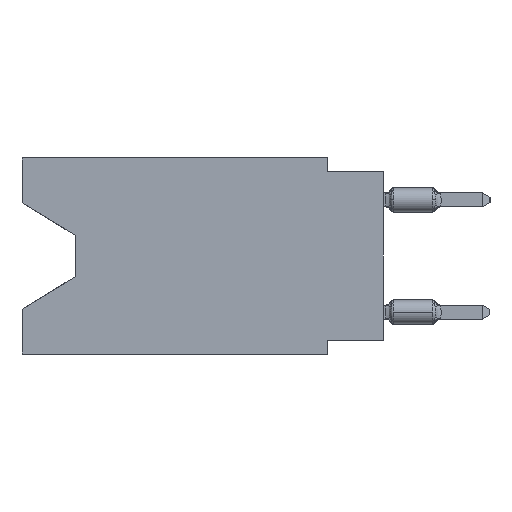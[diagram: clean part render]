
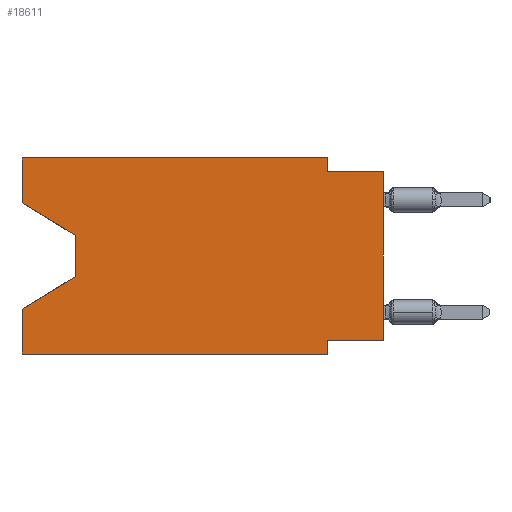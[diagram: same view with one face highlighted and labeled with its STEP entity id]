
A CAD part, left-side view. The second image highlights one B-rep face of the part: STEP entity #18611.
In plain terms, the highlighted planar face has unit normal (-1, 0, 0).
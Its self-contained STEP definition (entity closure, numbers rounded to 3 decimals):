
#468 = EDGE_CURVE ( 'NONE', #11299, #14226, #11351, .T. ) ;
#500 = DIRECTION ( 'NONE',  ( 0., -1., 0. ) ) ;
#585 = VERTEX_POINT ( 'NONE', #35945 ) ;
#884 = AXIS2_PLACEMENT_3D ( 'NONE', #3555, #36136, #9381 ) ;
#1216 = EDGE_CURVE ( 'NONE', #38459, #8503, #29604, .T. ) ;
#1848 = VERTEX_POINT ( 'NONE', #16796 ) ;
#2940 = VERTEX_POINT ( 'NONE', #37336 ) ;
#3555 = CARTESIAN_POINT ( 'NONE',  ( 0., 16.383, 0. ) ) ;
#4226 = CARTESIAN_POINT ( 'NONE',  ( 0., 2.54, -8.89 ) ) ;
#4315 = EDGE_CURVE ( 'NONE', #38459, #35185, #8448, .T. ) ;
#4328 = EDGE_LOOP ( 'NONE', ( #6667, #35029, #25991, #17970, #28427, #34032, #37969, #11468, #35405, #9789, #12515, #19145 ) ) ;
#4588 = VECTOR ( 'NONE', #17316, 1000. ) ;
#5350 = EDGE_CURVE ( 'NONE', #585, #35993, #30940, .T. ) ;
#6212 = DIRECTION ( 'NONE',  ( 0., 0., 1. ) ) ;
#6280 = FACE_OUTER_BOUND ( 'NONE', #4328, .T. ) ;
#6500 = LINE ( 'NONE', #36359, #12305 ) ;
#6667 = ORIENTED_EDGE ( 'NONE', *, *, #1216, .T. ) ;
#7926 = VECTOR ( 'NONE', #8536, 1000. ) ;
#8040 = LINE ( 'NONE', #13142, #8331 ) ;
#8296 = CARTESIAN_POINT ( 'NONE',  ( 0., 16.383, 0. ) ) ;
#8331 = VECTOR ( 'NONE', #31098, 1000. ) ;
#8448 = LINE ( 'NONE', #14497, #21883 ) ;
#8503 = VERTEX_POINT ( 'NONE', #32350 ) ;
#8513 = CARTESIAN_POINT ( 'NONE',  ( 0., 16.383, -2.038 ) ) ;
#8536 = DIRECTION ( 'NONE',  ( 0., 0., -1. ) ) ;
#8807 = CARTESIAN_POINT ( 'NONE',  ( 0., 0., -0.635 ) ) ;
#9381 = DIRECTION ( 'NONE',  ( 0., 0., -1. ) ) ;
#9413 = EDGE_CURVE ( 'NONE', #1848, #14226, #24833, .T. ) ;
#9789 = ORIENTED_EDGE ( 'NONE', *, *, #36270, .F. ) ;
#9967 = DIRECTION ( 'NONE',  ( 0., 0.855, -0.519 ) ) ;
#10286 = EDGE_CURVE ( 'NONE', #23063, #2940, #26702, .T. ) ;
#10716 = VECTOR ( 'NONE', #9967, 1000. ) ;
#11299 = VERTEX_POINT ( 'NONE', #12617 ) ;
#11351 = LINE ( 'NONE', #32231, #10716 ) ;
#11468 = ORIENTED_EDGE ( 'NONE', *, *, #10286, .T. ) ;
#12305 = VECTOR ( 'NONE', #33426, 1000. ) ;
#12515 = ORIENTED_EDGE ( 'NONE', *, *, #33496, .F. ) ;
#12617 = CARTESIAN_POINT ( 'NONE',  ( 0., 13.97, -5.385 ) ) ;
#13059 = VECTOR ( 'NONE', #6212, 1000. ) ;
#13142 = CARTESIAN_POINT ( 'NONE',  ( 0., 0., -8.255 ) ) ;
#13401 = EDGE_CURVE ( 'NONE', #1848, #35993, #6500, .T. ) ;
#14226 = VERTEX_POINT ( 'NONE', #36609 ) ;
#14497 = CARTESIAN_POINT ( 'NONE',  ( 0., 16.383, 0. ) ) ;
#15182 = CARTESIAN_POINT ( 'NONE',  ( 0., 0., 0. ) ) ;
#16796 = CARTESIAN_POINT ( 'NONE',  ( 0., 16.383, -8.89 ) ) ;
#17316 = DIRECTION ( 'NONE',  ( 0., -0.855, -0.519 ) ) ;
#17970 = ORIENTED_EDGE ( 'NONE', *, *, #9413, .F. ) ;
#17989 = LINE ( 'NONE', #8807, #30800 ) ;
#18112 = CARTESIAN_POINT ( 'NONE',  ( 0., 2.54, -8.89 ) ) ;
#18611 = ADVANCED_FACE ( 'NONE', ( #6280 ), #36336, .F. ) ;
#19145 = ORIENTED_EDGE ( 'NONE', *, *, #4315, .F. ) ;
#20583 = VECTOR ( 'NONE', #36023, 1000. ) ;
#20907 = EDGE_CURVE ( 'NONE', #23063, #585, #8040, .T. ) ;
#21047 = EDGE_CURVE ( 'NONE', #29676, #2940, #17989, .T. ) ;
#21883 = VECTOR ( 'NONE', #32078, 1000. ) ;
#22590 = VECTOR ( 'NONE', #34680, 1000. ) ;
#23063 = VERTEX_POINT ( 'NONE', #37264 ) ;
#23393 = CARTESIAN_POINT ( 'NONE',  ( 0., 13.97, -3.505 ) ) ;
#24287 = CARTESIAN_POINT ( 'NONE',  ( 0., 16.383, 0. ) ) ;
#24467 = EDGE_CURVE ( 'NONE', #8503, #11299, #38235, .T. ) ;
#24833 = LINE ( 'NONE', #30488, #27966 ) ;
#25991 = ORIENTED_EDGE ( 'NONE', *, *, #468, .T. ) ;
#26702 = LINE ( 'NONE', #15182, #13059 ) ;
#27766 = CARTESIAN_POINT ( 'NONE',  ( 0., 2.54, 0. ) ) ;
#27896 = CARTESIAN_POINT ( 'NONE',  ( 0., 16.383, -2.038 ) ) ;
#27966 = VECTOR ( 'NONE', #36750, 1000. ) ;
#28427 = ORIENTED_EDGE ( 'NONE', *, *, #13401, .T. ) ;
#28623 = LINE ( 'NONE', #34495, #22590 ) ;
#29604 = LINE ( 'NONE', #8513, #4588 ) ;
#29676 = VERTEX_POINT ( 'NONE', #36481 ) ;
#29863 = VECTOR ( 'NONE', #500, 1000. ) ;
#30488 = CARTESIAN_POINT ( 'NONE',  ( 0., 16.383, 0. ) ) ;
#30800 = VECTOR ( 'NONE', #32624, 1000. ) ;
#30940 = LINE ( 'NONE', #4226, #20583 ) ;
#31098 = DIRECTION ( 'NONE',  ( 0., 1., 0. ) ) ;
#32078 = DIRECTION ( 'NONE',  ( 0., 0., 1. ) ) ;
#32231 = CARTESIAN_POINT ( 'NONE',  ( 0., 13.97, -5.385 ) ) ;
#32350 = CARTESIAN_POINT ( 'NONE',  ( 0., 13.97, -3.505 ) ) ;
#32624 = DIRECTION ( 'NONE',  ( 0., -1., 0. ) ) ;
#33426 = DIRECTION ( 'NONE',  ( 0., -1., 0. ) ) ;
#33496 = EDGE_CURVE ( 'NONE', #35185, #38156, #38562, .T. ) ;
#34032 = ORIENTED_EDGE ( 'NONE', *, *, #5350, .F. ) ;
#34495 = CARTESIAN_POINT ( 'NONE',  ( 0., 2.54, 0. ) ) ;
#34680 = DIRECTION ( 'NONE',  ( 0., 0., -1. ) ) ;
#35029 = ORIENTED_EDGE ( 'NONE', *, *, #24467, .T. ) ;
#35185 = VERTEX_POINT ( 'NONE', #8296 ) ;
#35405 = ORIENTED_EDGE ( 'NONE', *, *, #21047, .F. ) ;
#35945 = CARTESIAN_POINT ( 'NONE',  ( 0., 2.54, -8.255 ) ) ;
#35993 = VERTEX_POINT ( 'NONE', #18112 ) ;
#36023 = DIRECTION ( 'NONE',  ( 0., 0., -1. ) ) ;
#36136 = DIRECTION ( 'NONE',  ( 1., 0., 0. ) ) ;
#36270 = EDGE_CURVE ( 'NONE', #38156, #29676, #28623, .T. ) ;
#36336 = PLANE ( 'NONE',  #884 ) ;
#36359 = CARTESIAN_POINT ( 'NONE',  ( 0., 16.383, -8.89 ) ) ;
#36481 = CARTESIAN_POINT ( 'NONE',  ( 0., 2.54, -0.635 ) ) ;
#36609 = CARTESIAN_POINT ( 'NONE',  ( 0., 16.383, -6.852 ) ) ;
#36750 = DIRECTION ( 'NONE',  ( 0., 0., 1. ) ) ;
#37264 = CARTESIAN_POINT ( 'NONE',  ( 0., 0., -8.255 ) ) ;
#37336 = CARTESIAN_POINT ( 'NONE',  ( 0., 0., -0.635 ) ) ;
#37969 = ORIENTED_EDGE ( 'NONE', *, *, #20907, .F. ) ;
#38156 = VERTEX_POINT ( 'NONE', #27766 ) ;
#38235 = LINE ( 'NONE', #23393, #7926 ) ;
#38459 = VERTEX_POINT ( 'NONE', #27896 ) ;
#38562 = LINE ( 'NONE', #24287, #29863 ) ;
